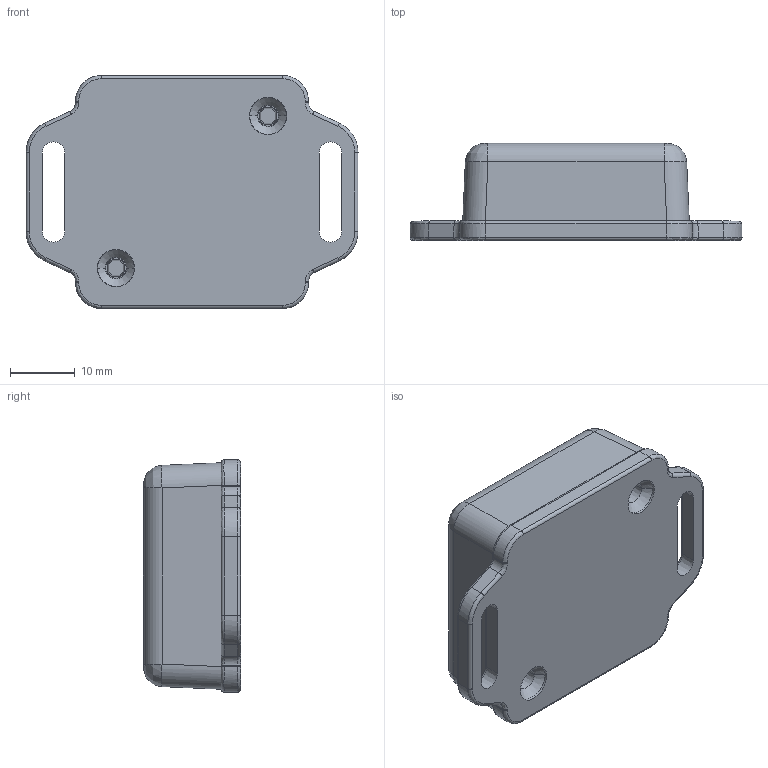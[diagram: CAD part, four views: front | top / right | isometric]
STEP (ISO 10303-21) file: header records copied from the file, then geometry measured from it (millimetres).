
FILE_DESCRIPTION((''),'2;1');
FILE_NAME('BMW_50022_ASM','2015-08-17T',('Administrator'),(''),'PRO/ENGINEER BY PARAMETRIC TECHNOLOGY CORPORATION, 2009141','PRO/ENGINEER BY PARAMETRIC TECHNOLOGY CORPORATION, 2009141','');
FILE_SCHEMA(('CONFIG_CONTROL_DESIGN'));
Length unit declared in the file: millimetre
Products named in the file (3): B-BOX_35X35_1; AA-BOX_35X35_1; BMW_50022_ASM
Assembly tree (2 placements, depth 2):
  BMW_50022_ASM
    B-BOX_35X35_1
    AA-BOX_35X35_1
Bounding box: 51.3 x 15 x 36 mm (x, y, z)
Volume: 8870.7 mm3; surface area: 9615.4 mm2
Topology: 2 solids, 2 shells, 249 faces, 606 edges, 372 vertices
Faces by surface type: plane 83, cylinder 80, bspline 54, cone 28, torus 4
Entity records: 12857 total; most frequent: CARTESIAN_POINT 5214, ORIENTED_EDGE 1212, DIRECTION 988, PRESENTATION_STYLE_ASSIGNMENT 608, STYLED_ITEM 608, CURVE_STYLE 606, EDGE_CURVE 606, VERTEX_POINT 372
